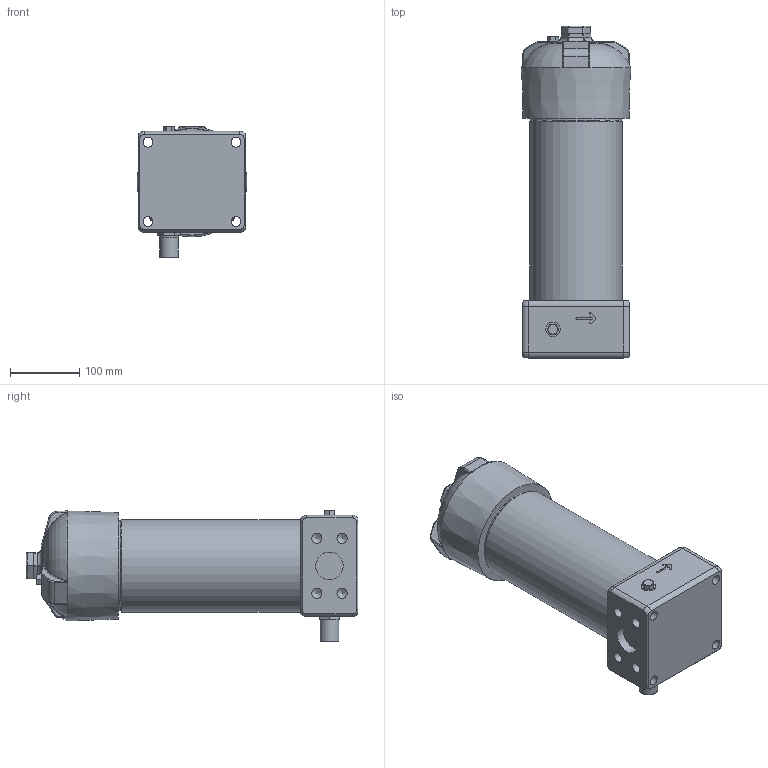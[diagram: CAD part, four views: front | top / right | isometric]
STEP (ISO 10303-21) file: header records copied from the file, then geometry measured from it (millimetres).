
FILE_DESCRIPTION (( 'STEP AP203' ), '1' );
FILE_NAME ('GKC651KXXFD9.STEP', '2019-03-07T19:51:36', ( 'Schroeder Industries' ), ( 'SI' ), 'SwSTEP 2.0', 'SolidWorks 2018', '' );
FILE_SCHEMA (( 'CONFIG_CONTROL_DESIGN' ));
Length unit declared in the file: inch
Products named in the file (1): GKC651KXXFD9
Bounding box: 158.63 x 478.79 x 189.52 mm (x, y, z)
Volume: 7347508.8 mm3; surface area: 459040.3 mm2
Topology: 16 solids, 16 shells, 407 faces, 903 edges, 536 vertices
Faces by surface type: cylinder 131, plane 120, cone 66, torus 49, bspline 31, sphere 10
Full cylindrical faces by diameter (mm): 2.184 x8, 7.366 x1, 9.233 x1, 9.906 x2, 10.033 x3, 10.16 x1, 11.112 x1, 13.335 x1, 14.275 x4, 14.684 x8, 15.824 x2, 15.875 x1, 15.9 x1, 16 x1, 16.637 x1, 16.815 x1, 17.678 x1, 18.923 x1, 19.012 x2, 21 x1, 21.031 x2, 22.098 x1, 22.352 x1, 23.9 x1, 27 x1, 35.052 x1, 39.624 x2, 76.2 x1, 109.36 x1, 114.3 x2
Entity records: 12352 total; most frequent: CARTESIAN_POINT 4278, DIRECTION 1682, ORIENTED_EDGE 1464, EDGE_CURVE 732, AXIS2_PLACEMENT_3D 718, EDGE_LOOP 564, VERTEX_POINT 506, FACE_OUTER_BOUND 484
